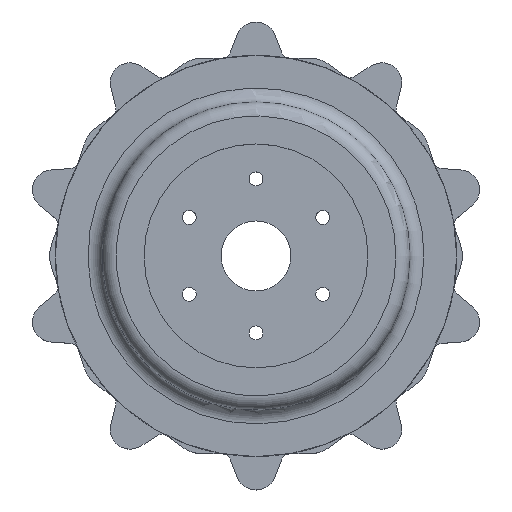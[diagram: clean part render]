
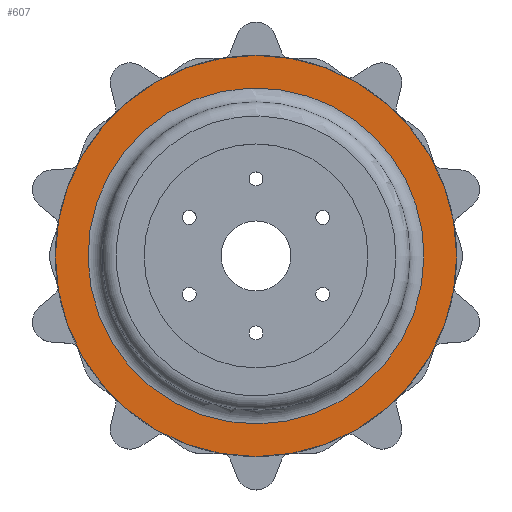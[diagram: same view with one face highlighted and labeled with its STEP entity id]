
A CAD part, top view. The second image highlights one B-rep face of the part: STEP entity #607.
In plain terms, the highlighted planar face has unit normal (0, 0, 1).
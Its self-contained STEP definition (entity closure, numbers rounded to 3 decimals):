
#548=CARTESIAN_POINT('',(37.082,114.127,10.));
#549=VERTEX_POINT('',#548);
#557=CARTESIAN_POINT('',(120.,0.,10.));
#558=VERTEX_POINT('',#557);
#559=CARTESIAN_POINT('',(0.,0.,10.));
#560=DIRECTION('',(1.,0.,0.));
#561=DIRECTION('',(0.,0.,1.));
#562=AXIS2_PLACEMENT_3D('',#559,#561,#560);
#563=CIRCLE('',#562,120.);
#564=EDGE_CURVE('',#558,#549,#563,.T.);
#566=CARTESIAN_POINT('',(0.,0.,10.));
#567=DIRECTION('',(0.309,0.951,0.));
#568=DIRECTION('',(0.,0.,1.));
#569=AXIS2_PLACEMENT_3D('',#566,#568,#567);
#570=CIRCLE('',#569,120.);
#571=EDGE_CURVE('',#549,#558,#570,.T.);
#578=CARTESIAN_POINT('',(0.,0.,10.));
#579=DIRECTION('',(1.,0.,0.));
#580=DIRECTION('',(0.,0.,1.));
#581=AXIS2_PLACEMENT_3D('',#578,#580,#579);
#582=PLANE('',#581);
#583=CARTESIAN_POINT('',(143.335,0.,10.));
#584=VERTEX_POINT('',#583);
#585=CARTESIAN_POINT('',(-143.335,0.,10.));
#586=VERTEX_POINT('',#585);
#587=CARTESIAN_POINT('',(0.,0.,10.));
#588=DIRECTION('',(1.,0.,0.));
#589=DIRECTION('',(0.,0.,1.));
#590=AXIS2_PLACEMENT_3D('',#587,#589,#588);
#591=CIRCLE('',#590,143.335);
#592=EDGE_CURVE('',#584,#586,#591,.T.);
#593=ORIENTED_EDGE('E50',*,*,#592,.T.);
#594=CARTESIAN_POINT('',(0.,0.,10.));
#595=DIRECTION('',(-1.,0.,0.));
#596=DIRECTION('',(-0.,0.,1.));
#597=AXIS2_PLACEMENT_3D('',#594,#596,#595);
#598=CIRCLE('',#597,143.335);
#599=EDGE_CURVE('',#586,#584,#598,.T.);
#600=ORIENTED_EDGE('E51',*,*,#599,.T.);
#601=EDGE_LOOP('',(#593,#600));
#602=FACE_OUTER_BOUND('',#601,.T.);
#603=ORIENTED_EDGE('',*,*,#571,.F.);
#604=ORIENTED_EDGE('',*,*,#564,.F.);
#605=EDGE_LOOP('',(#603,#604));
#606=FACE_BOUND('',#605,.T.);
#607=ADVANCED_FACE('F13',(#602,#606),#582,.T.);
